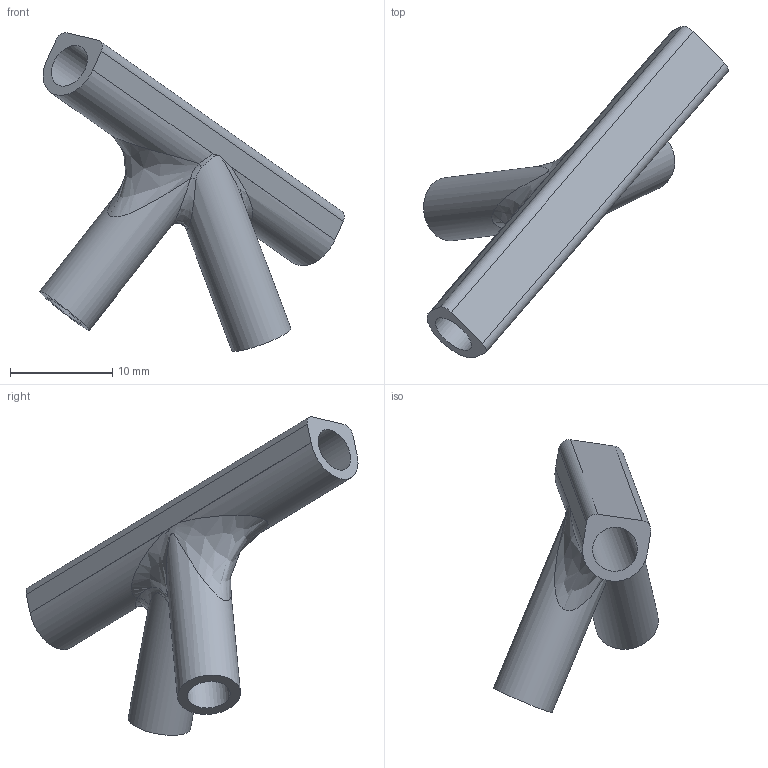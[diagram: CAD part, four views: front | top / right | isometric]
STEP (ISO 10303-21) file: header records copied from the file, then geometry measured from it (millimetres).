
FILE_DESCRIPTION(/* description */ (''),/* implementation_level */ '2;1');
FILE_NAME(/* name */ 'Raccord TigeMirror.stp',/* time_stamp */ '2020-12-05T18:00:38+01:00',/* author */ (''),/* organization */ (''),/* preprocessor_version */ 'ST-DEVELOPER v18.1',/* originating_system */ 'Autodesk Translation Framework v9.3.0.1241',/* authorisation */ '');
FILE_SCHEMA (('AUTOMOTIVE_DESIGN { 1 0 10303 214 3 1 1 }'));
Length unit declared in the file: millimetre
Products named in the file (1): Raccord Tige(Mirror)
Bounding box: 29.88 x 32.54 x 31.24 mm (x, y, z)
Volume: 1458.9 mm3; surface area: 2489.5 mm2
Topology: 1 solids, 1 shells, 27 faces, 68 edges, 44 vertices
Faces by surface type: plane 12, cylinder 9, bspline 6
Full cylindrical faces by diameter (mm): 4.2 x2, 4.4 x1, 6.2 x2
Entity records: 1782 total; most frequent: CARTESIAN_POINT 1124, ORIENTED_EDGE 136, DIRECTION 116, EDGE_CURVE 68, AXIS2_PLACEMENT_3D 45, VERTEX_POINT 44, EDGE_LOOP 32, FACE_OUTER_BOUND 27
